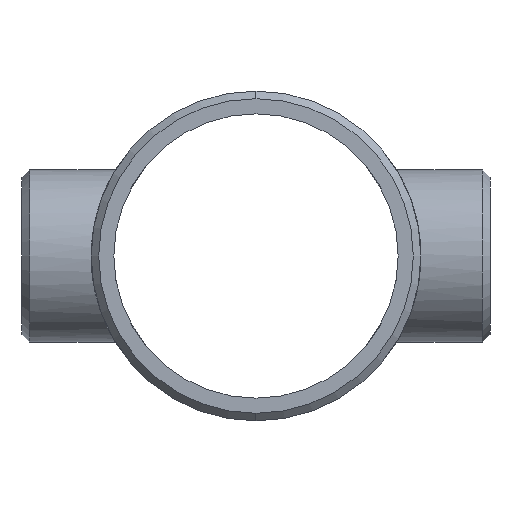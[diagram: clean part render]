
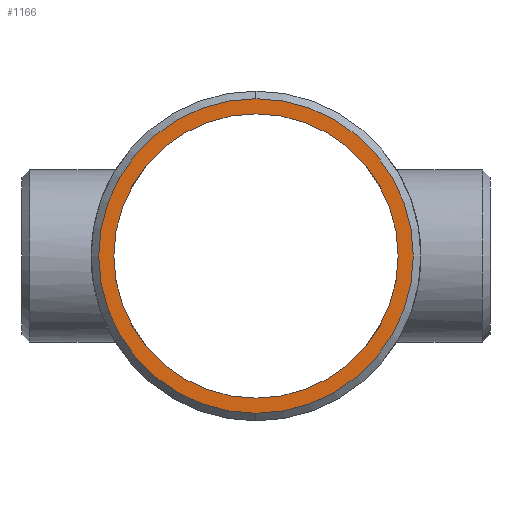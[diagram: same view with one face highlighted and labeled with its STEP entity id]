
A CAD part, left-side view. The second image highlights one B-rep face of the part: STEP entity #1166.
In plain terms, the highlighted planar face has unit normal (-1, 0, 0).
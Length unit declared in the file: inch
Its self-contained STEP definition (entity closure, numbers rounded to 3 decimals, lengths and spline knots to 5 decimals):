
#12 = ORIENTED_EDGE ( 'NONE', *, *, #499, .T. ) ;
#13 = EDGE_CURVE ( 'NONE', #393, #509, #1251, .T. ) ;
#30 = DIRECTION ( 'NONE',  ( 0., 0., 1. ) ) ;
#34 = CARTESIAN_POINT ( 'NONE',  ( -7., 0., 3.7185 ) ) ;
#71 = DIRECTION ( 'NONE',  ( -1., 0., 0. ) ) ;
#204 = CIRCLE ( 'NONE', #1199, 3.7185 ) ;
#206 = FACE_BOUND ( 'NONE', #214, .T. ) ;
#214 = EDGE_LOOP ( 'NONE', ( #346, #1188 ) ) ;
#216 = DIRECTION ( 'NONE',  ( 0., 0., -1. ) ) ;
#325 = CARTESIAN_POINT ( 'NONE',  ( -7., 0., 4.1145 ) ) ;
#326 = VERTEX_POINT ( 'NONE', #1071 ) ;
#346 = ORIENTED_EDGE ( 'NONE', *, *, #820, .T. ) ;
#393 = VERTEX_POINT ( 'NONE', #1200 ) ;
#404 = CARTESIAN_POINT ( 'NONE',  ( -7., 0., 0. ) ) ;
#407 = AXIS2_PLACEMENT_3D ( 'NONE', #404, #765, #216 ) ;
#499 = EDGE_CURVE ( 'NONE', #509, #393, #724, .T. ) ;
#509 = VERTEX_POINT ( 'NONE', #325 ) ;
#512 = CARTESIAN_POINT ( 'NONE',  ( -7., 0., 0. ) ) ;
#526 = CARTESIAN_POINT ( 'NONE',  ( -7., 0., 0. ) ) ;
#546 = DIRECTION ( 'NONE',  ( 0., 0., 1. ) ) ;
#553 = DIRECTION ( 'NONE',  ( 1., 0., 0. ) ) ;
#598 = FACE_OUTER_BOUND ( 'NONE', #896, .T. ) ;
#647 = DIRECTION ( 'NONE',  ( 0., 0., 1. ) ) ;
#656 = AXIS2_PLACEMENT_3D ( 'NONE', #1023, #937, #546 ) ;
#720 = AXIS2_PLACEMENT_3D ( 'NONE', #1133, #71, #647 ) ;
#724 = CIRCLE ( 'NONE', #1007, 4.1145 ) ;
#765 = DIRECTION ( 'NONE',  ( -1., 0., 0. ) ) ;
#820 = EDGE_CURVE ( 'NONE', #1122, #326, #889, .T. ) ;
#889 = CIRCLE ( 'NONE', #656, 3.7185 ) ;
#895 = DIRECTION ( 'NONE',  ( -1., 0., 0. ) ) ;
#896 = EDGE_LOOP ( 'NONE', ( #904, #12 ) ) ;
#904 = ORIENTED_EDGE ( 'NONE', *, *, #13, .T. ) ;
#937 = DIRECTION ( 'NONE',  ( 1., 0., 0. ) ) ;
#1007 = AXIS2_PLACEMENT_3D ( 'NONE', #512, #895, #30 ) ;
#1023 = CARTESIAN_POINT ( 'NONE',  ( -7., 0., 0. ) ) ;
#1071 = CARTESIAN_POINT ( 'NONE',  ( -7., 0., -3.7185 ) ) ;
#1093 = PLANE ( 'NONE',  #407 ) ;
#1122 = VERTEX_POINT ( 'NONE', #34 ) ;
#1133 = CARTESIAN_POINT ( 'NONE',  ( -7., 0., 0. ) ) ;
#1166 = ADVANCED_FACE ( 'NONE', ( #598, #206 ), #1093, .T. ) ;
#1179 = EDGE_CURVE ( 'NONE', #326, #1122, #204, .T. ) ;
#1188 = ORIENTED_EDGE ( 'NONE', *, *, #1179, .T. ) ;
#1199 = AXIS2_PLACEMENT_3D ( 'NONE', #526, #553, #1214 ) ;
#1200 = CARTESIAN_POINT ( 'NONE',  ( -7., 0., -4.1145 ) ) ;
#1214 = DIRECTION ( 'NONE',  ( 0., 0., 1. ) ) ;
#1251 = CIRCLE ( 'NONE', #720, 4.1145 ) ;
